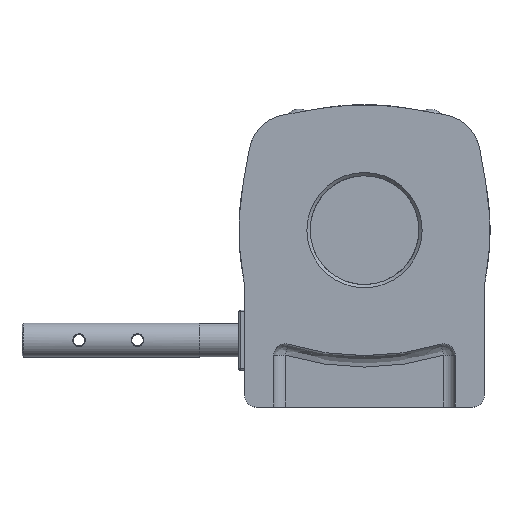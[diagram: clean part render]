
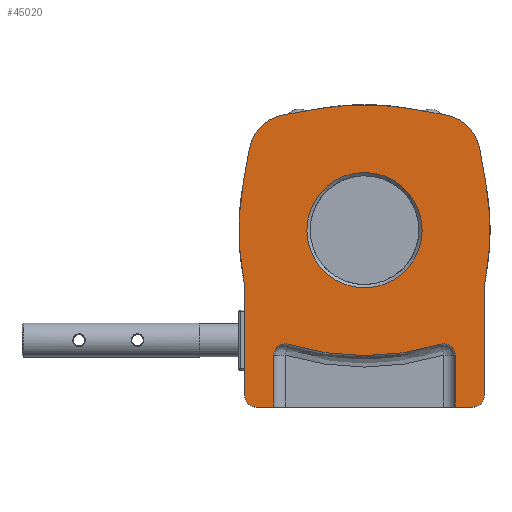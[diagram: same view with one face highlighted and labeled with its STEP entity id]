
A CAD part, top view. The second image highlights one B-rep face of the part: STEP entity #45020.
In plain terms, the highlighted planar face has unit normal (0, 0, 1).
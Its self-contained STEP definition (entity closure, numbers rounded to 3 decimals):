
#42493=CARTESIAN_POINT('',(40.414,28.258,41.986));
#42494=VERTEX_POINT('',#42493);
#42501=CARTESIAN_POINT('',(42.611,15.799,41.986));
#42502=VERTEX_POINT('',#42501);
#42503=CARTESIAN_POINT('',(40.414,28.258,41.986));
#42504=DIRECTION('',(0.174,-0.985,0.0));
#42505=VECTOR('',#42504,12.651);
#42506=LINE('',#42503,#42505);
#42507=EDGE_CURVE('',#42494,#42502,#42506,.T.);
#42566=CARTESIAN_POINT('',(28.258,40.414,41.986));
#42567=VERTEX_POINT('',#42566);
#42574=CARTESIAN_POINT('',(25.655,25.655,41.986));
#42575=DIRECTION('',(0.,0.,-1.));
#42576=DIRECTION('',(0.985,0.174,0.));
#42577=AXIS2_PLACEMENT_3D('',#42574,#42575,#42576);
#42578=CIRCLE('',#42577,14.986);
#42579=EDGE_CURVE('',#42567,#42494,#42578,.T.);
#42598=CARTESIAN_POINT('',(15.799,42.611,41.986));
#42599=VERTEX_POINT('',#42598);
#42606=CARTESIAN_POINT('',(15.799,42.611,41.986));
#42607=DIRECTION('',(0.985,-0.174,0.));
#42608=VECTOR('',#42607,12.651);
#42609=LINE('',#42606,#42608);
#42610=EDGE_CURVE('',#42599,#42567,#42609,.T.);
#42664=CARTESIAN_POINT('',(-15.799,42.611,41.986));
#42665=VERTEX_POINT('',#42664);
#42672=CARTESIAN_POINT('',(0.,-46.99,41.986));
#42673=DIRECTION('',(0.,0.,-1.0));
#42674=DIRECTION('',(0.174,0.985,0.));
#42675=AXIS2_PLACEMENT_3D('',#42672,#42673,#42674);
#42676=CIRCLE('',#42675,90.983);
#42677=EDGE_CURVE('',#42665,#42599,#42676,.T.);
#42696=CARTESIAN_POINT('',(-28.258,40.414,41.986));
#42697=VERTEX_POINT('',#42696);
#42704=CARTESIAN_POINT('',(-28.258,40.414,41.986));
#42705=DIRECTION('',(0.985,0.174,0.0));
#42706=VECTOR('',#42705,12.651);
#42707=LINE('',#42704,#42706);
#42708=EDGE_CURVE('',#42697,#42665,#42707,.T.);
#42762=CARTESIAN_POINT('',(-40.414,28.258,41.986));
#42763=VERTEX_POINT('',#42762);
#42770=CARTESIAN_POINT('',(-25.655,25.655,41.986));
#42771=DIRECTION('',(0.,0.,-1.0));
#42772=DIRECTION('',(-0.174,0.985,0.));
#42773=AXIS2_PLACEMENT_3D('',#42770,#42771,#42772);
#42774=CIRCLE('',#42773,14.986);
#42775=EDGE_CURVE('',#42763,#42697,#42774,.T.);
#42794=CARTESIAN_POINT('',(-42.611,15.799,41.986));
#42795=VERTEX_POINT('',#42794);
#42802=CARTESIAN_POINT('',(-42.611,15.799,41.986));
#42803=DIRECTION('',(0.174,0.985,0.0));
#42804=VECTOR('',#42803,12.651);
#42805=LINE('',#42802,#42804);
#42806=EDGE_CURVE('',#42795,#42763,#42805,.T.);
#42828=CARTESIAN_POINT('',(-26.682,-39.993,41.986));
#42829=VERTEX_POINT('',#42828);
#42836=CARTESIAN_POINT('',(-31.839,-43.805,41.986));
#42837=VERTEX_POINT('',#42836);
#42838=CARTESIAN_POINT('',(-27.851,-43.805,41.986));
#42839=DIRECTION('',(0.,0.,-1.0));
#42840=DIRECTION('',(-0.293,-0.956,0.));
#42841=AXIS2_PLACEMENT_3D('',#42838,#42839,#42840);
#42842=CIRCLE('',#42841,3.988);
#42843=EDGE_CURVE('',#42837,#42829,#42842,.T.);
#42868=CARTESIAN_POINT('',(26.682,-39.993,41.986));
#42869=VERTEX_POINT('',#42868);
#42876=CARTESIAN_POINT('',(0.,46.99,41.986));
#42877=DIRECTION('',(0.,0.,1.0));
#42878=DIRECTION('',(-0.293,-0.956,0.));
#42879=AXIS2_PLACEMENT_3D('',#42876,#42877,#42878);
#42880=CIRCLE('',#42879,90.983);
#42881=EDGE_CURVE('',#42829,#42869,#42880,.T.);
#42901=CARTESIAN_POINT('',(31.839,-43.805,41.986));
#42902=VERTEX_POINT('',#42901);
#42909=CARTESIAN_POINT('',(27.851,-43.805,41.986));
#42910=DIRECTION('',(0.0,0.0,-1.0));
#42911=DIRECTION('',(-1.0,0.0,0.0));
#42912=AXIS2_PLACEMENT_3D('',#42909,#42910,#42911);
#42913=CIRCLE('',#42912,3.988);
#42914=EDGE_CURVE('',#42869,#42902,#42913,.T.);
#42925=CARTESIAN_POINT('',(31.839,-62.001,41.986));
#42926=VERTEX_POINT('',#42925);
#42927=CARTESIAN_POINT('',(31.839,-43.805,41.986));
#42928=DIRECTION('',(0.0,-1.0,0.0));
#42929=VECTOR('',#42928,18.196);
#42930=LINE('',#42927,#42929);
#42931=EDGE_CURVE('',#42902,#42926,#42930,.T.);
#43170=CARTESIAN_POINT('',(41.999,-21.451,41.986));
#43171=VERTEX_POINT('',#43170);
#43178=CARTESIAN_POINT('',(41.999,-58.014,41.986));
#43179=VERTEX_POINT('',#43178);
#43180=CARTESIAN_POINT('',(41.999,-21.451,41.986));
#43181=DIRECTION('',(0.0,-1.0,0.0));
#43182=VECTOR('',#43181,36.563);
#43183=LINE('',#43180,#43182);
#43184=EDGE_CURVE('',#43171,#43179,#43183,.T.);
#43208=CARTESIAN_POINT('',(-42.434,-16.769,41.986));
#43209=VERTEX_POINT('',#43208);
#43218=CARTESIAN_POINT('',(46.99,0.,41.986));
#43219=DIRECTION('',(0.,0.,-1.0));
#43220=DIRECTION('',(-0.985,0.174,0.));
#43221=AXIS2_PLACEMENT_3D('',#43218,#43219,#43220);
#43222=CIRCLE('',#43221,90.983);
#43223=EDGE_CURVE('',#43209,#42795,#43222,.T.);
#44290=CARTESIAN_POINT('',(-41.999,-21.451,41.986));
#44291=VERTEX_POINT('',#44290);
#44298=CARTESIAN_POINT('',(-67.399,-21.451,41.986));
#44299=DIRECTION('',(0.,0.,1.0));
#44300=DIRECTION('',(0.996,0.093,0.));
#44301=AXIS2_PLACEMENT_3D('',#44298,#44299,#44300);
#44302=CIRCLE('',#44301,25.4);
#44303=EDGE_CURVE('',#44291,#43209,#44302,.T.);
#44314=CARTESIAN_POINT('',(42.434,-16.769,41.986));
#44315=VERTEX_POINT('',#44314);
#44328=CARTESIAN_POINT('',(-46.99,0.,41.986));
#44329=DIRECTION('',(0.,0.,-1.0));
#44330=DIRECTION('',(0.978,-0.208,0.));
#44331=AXIS2_PLACEMENT_3D('',#44328,#44329,#44330);
#44332=CIRCLE('',#44331,90.983);
#44333=EDGE_CURVE('',#42502,#44315,#44332,.T.);
#44345=CARTESIAN_POINT('',(67.399,-21.451,41.986));
#44346=DIRECTION('',(0.,0.,1.0));
#44347=DIRECTION('',(-0.996,0.093,0.));
#44348=AXIS2_PLACEMENT_3D('',#44345,#44346,#44347);
#44349=CIRCLE('',#44348,25.4);
#44350=EDGE_CURVE('',#44315,#43171,#44349,.T.);
#44558=CARTESIAN_POINT('',(-38.011,-62.001,41.986));
#44559=VERTEX_POINT('',#44558);
#44566=CARTESIAN_POINT('',(-41.999,-58.014,41.986));
#44567=VERTEX_POINT('',#44566);
#44568=CARTESIAN_POINT('',(-38.011,-58.014,41.986));
#44569=DIRECTION('',(0.,0.,-1.0));
#44570=DIRECTION('',(-0.707,-0.707,0.));
#44571=AXIS2_PLACEMENT_3D('',#44568,#44569,#44570);
#44572=CIRCLE('',#44571,3.988);
#44573=EDGE_CURVE('',#44559,#44567,#44572,.T.);
#44621=CARTESIAN_POINT('',(38.011,-62.001,41.986));
#44622=VERTEX_POINT('',#44621);
#44629=CARTESIAN_POINT('',(38.011,-62.001,41.986));
#44630=DIRECTION('',(-1.0,0.0,0.0));
#44631=VECTOR('',#44630,6.172);
#44632=LINE('',#44629,#44631);
#44633=EDGE_CURVE('',#44622,#42926,#44632,.T.);
#44647=CARTESIAN_POINT('',(-31.839,-62.001,41.986));
#44648=VERTEX_POINT('',#44647);
#44655=CARTESIAN_POINT('',(-31.839,-62.001,41.986));
#44656=DIRECTION('',(-1.0,0.0,0.0));
#44657=VECTOR('',#44656,6.172);
#44658=LINE('',#44655,#44657);
#44659=EDGE_CURVE('',#44648,#44559,#44658,.T.);
#44681=CARTESIAN_POINT('',(38.011,-58.014,41.986));
#44682=DIRECTION('',(0.,0.,-1.0));
#44683=DIRECTION('',(0.707,-0.707,0.));
#44684=AXIS2_PLACEMENT_3D('',#44681,#44682,#44683);
#44685=CIRCLE('',#44684,3.988);
#44686=EDGE_CURVE('',#43179,#44622,#44685,.T.);
#44815=CARTESIAN_POINT('',(20.193,0.,41.986));
#44816=VERTEX_POINT('',#44815);
#44817=CARTESIAN_POINT('',(0.,0.,41.986));
#44818=DIRECTION('',(0.0,0.0,1.0));
#44819=DIRECTION('',(-1.0,0.0,0.0));
#44820=AXIS2_PLACEMENT_3D('',#44817,#44818,#44819);
#44821=CIRCLE('',#44820,20.193);
#44822=EDGE_CURVE('',#44816,#44816,#44821,.T.);
#44973=CARTESIAN_POINT('',(-31.839,-62.001,41.986));
#44974=DIRECTION('',(0.0,1.0,0.0));
#44975=VECTOR('',#44974,18.196);
#44976=LINE('',#44973,#44975);
#44977=EDGE_CURVE('',#44648,#42837,#44976,.T.);
#44983=CARTESIAN_POINT('',(0.,-12.584,41.986));
#44984=DIRECTION('',(0.0,0.0,1.0));
#44985=DIRECTION('',(1.0,0.0,0.0));
#44986=AXIS2_PLACEMENT_3D('',#44983,#44984,#44985);
#44987=PLANE('',#44986);
#44988=ORIENTED_EDGE('',*,*,#44977,.T.);
#44989=ORIENTED_EDGE('',*,*,#42843,.T.);
#44990=ORIENTED_EDGE('',*,*,#42881,.T.);
#44991=ORIENTED_EDGE('',*,*,#42914,.T.);
#44992=ORIENTED_EDGE('',*,*,#42931,.T.);
#44993=ORIENTED_EDGE('',*,*,#44633,.F.);
#44994=ORIENTED_EDGE('',*,*,#44686,.F.);
#44995=ORIENTED_EDGE('',*,*,#43184,.F.);
#44996=ORIENTED_EDGE('',*,*,#44350,.F.);
#44997=ORIENTED_EDGE('',*,*,#44333,.F.);
#44998=ORIENTED_EDGE('',*,*,#42507,.F.);
#44999=ORIENTED_EDGE('',*,*,#42579,.F.);
#45000=ORIENTED_EDGE('',*,*,#42610,.F.);
#45001=ORIENTED_EDGE('',*,*,#42677,.F.);
#45002=ORIENTED_EDGE('',*,*,#42708,.F.);
#45003=ORIENTED_EDGE('',*,*,#42775,.F.);
#45004=ORIENTED_EDGE('',*,*,#42806,.F.);
#45005=ORIENTED_EDGE('',*,*,#43223,.F.);
#45006=ORIENTED_EDGE('',*,*,#44303,.F.);
#45007=CARTESIAN_POINT('',(-41.999,-58.014,41.986));
#45008=DIRECTION('',(0.0,1.0,0.0));
#45009=VECTOR('',#45008,36.563);
#45010=LINE('',#45007,#45009);
#45011=EDGE_CURVE('',#44567,#44291,#45010,.T.);
#45012=ORIENTED_EDGE('',*,*,#45011,.F.);
#45013=ORIENTED_EDGE('',*,*,#44573,.F.);
#45014=ORIENTED_EDGE('',*,*,#44659,.F.);
#45015=EDGE_LOOP('',(#44988,#44989,#44990,#44991,#44992,#44993,#44994,#44995,#44996,#44997,#44998,#44999,#45000,#45001,#45002,#45003,#45004,#45005,#45006,#45012,#45013,#45014));
#45016=FACE_OUTER_BOUND('',#45015,.T.);
#45017=ORIENTED_EDGE('',*,*,#44822,.F.);
#45018=EDGE_LOOP('',(#45017));
#45019=FACE_BOUND('',#45018,.T.);
#45020=ADVANCED_FACE('',(#45016,#45019),#44987,.T.);
